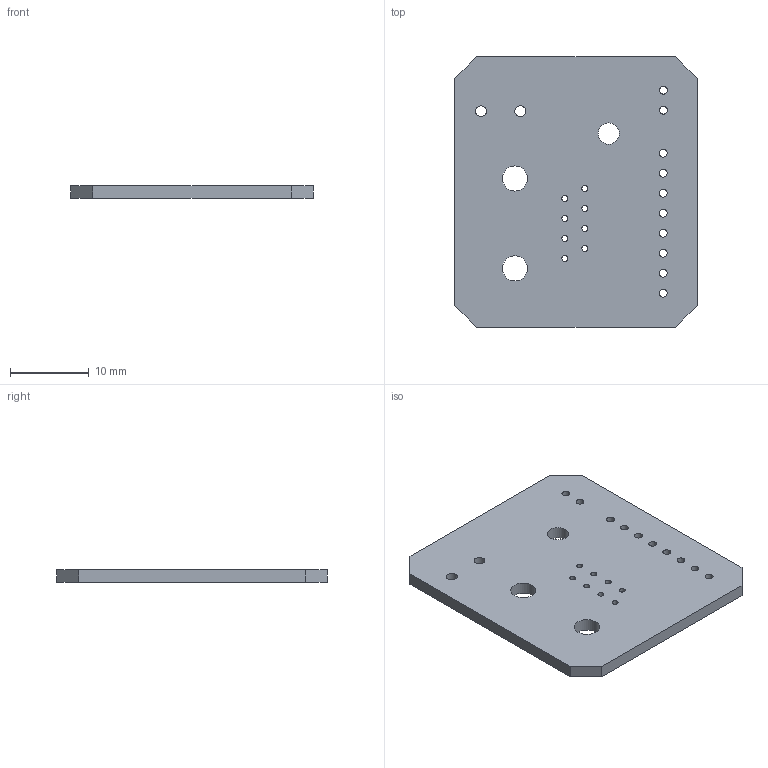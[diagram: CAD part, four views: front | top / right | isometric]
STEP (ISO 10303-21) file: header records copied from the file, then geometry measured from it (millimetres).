
FILE_DESCRIPTION(('KiCad electronic assembly'),'2;1');
FILE_NAME('row-breakout.step','2023-03-28T13:07:09',('Pcbnew'),('Kicad') ,'Open CASCADE STEP processor 7.6','KiCad to STEP converter','Unknown' );
FILE_SCHEMA(('AUTOMOTIVE_DESIGN { 1 0 10303 214 1 1 1 1 }'));
Length unit declared in the file: millimetre
Products named in the file (2): row-breakout 1; row-breakout PCB
Assembly tree (1 placements, depth 2):
  row-breakout 1
    row-breakout PCB
Bounding box: 30.86 x 34.42 x 1.6 mm (x, y, z)
Volume: 1616.3 mm3; surface area: 2359.4 mm2
Topology: 1 solids, 1 shells, 33 faces, 93 edges, 62 vertices
Faces by surface type: cylinder 23, plane 10
Full cylindrical faces by diameter (mm): 0.76 x8, 1 x10, 1.4 x2, 2.7 x1, 3.2 x2
Entity records: 2579 total; most frequent: CARTESIAN_POINT 652, DIRECTION 349, LINE 187, VECTOR 187, ORIENTED_EDGE 186, PCURVE 186, DEFINITIONAL_REPRESENTATION 186, EDGE_CURVE 93
